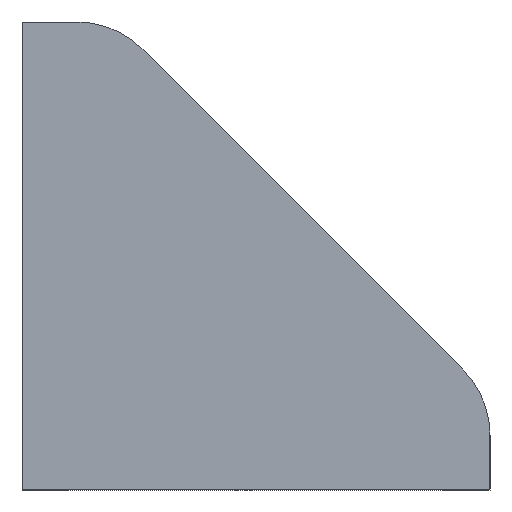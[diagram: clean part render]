
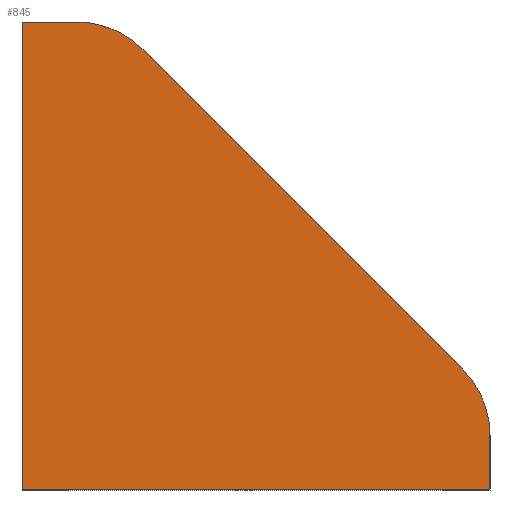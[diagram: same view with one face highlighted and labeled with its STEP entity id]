
A CAD part, front view. The second image highlights one B-rep face of the part: STEP entity #845.
In plain terms, the highlighted planar face has unit normal (0, -1, 0).
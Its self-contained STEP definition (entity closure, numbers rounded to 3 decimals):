
#685=CARTESIAN_POINT('',(40.,-40.,4.686));
#686=VERTEX_POINT('',#685);
#693=CARTESIAN_POINT('',(40.,-40.,0.));
#694=VERTEX_POINT('',#693);
#695=CARTESIAN_POINT('',(40.,-40.,4.686));
#696=DIRECTION('',(0.0,0.0,-1.0));
#697=VECTOR('',#696,4.686);
#698=LINE('',#695,#697);
#699=EDGE_CURVE('',#686,#694,#698,.T.);
#715=CARTESIAN_POINT('',(0.,-40.0,40.));
#716=VERTEX_POINT('',#715);
#717=CARTESIAN_POINT('',(4.686,-40.0,40.));
#718=VERTEX_POINT('',#717);
#719=CARTESIAN_POINT('',(0.,-40.0,40.));
#720=DIRECTION('',(1.0,0.0,0.0));
#721=VECTOR('',#720,4.686);
#722=LINE('',#719,#721);
#723=EDGE_CURVE('',#716,#718,#722,.T.);
#798=CARTESIAN_POINT('',(42.,-40.,-2.));
#799=DIRECTION('',(0.0,1.0,0.0));
#800=DIRECTION('',(-1.0,0.0,0.0));
#801=AXIS2_PLACEMENT_3D('',#798,#799,#800);
#802=PLANE('',#801);
#803=CARTESIAN_POINT('',(10.343,-40.0,37.657));
#804=VERTEX_POINT('',#803);
#805=CARTESIAN_POINT('',(37.657,-40.,10.343));
#806=VERTEX_POINT('',#805);
#807=CARTESIAN_POINT('',(10.343,-40.0,37.657));
#808=DIRECTION('',(0.707,0.,-0.707));
#809=VECTOR('',#808,38.627);
#810=LINE('',#807,#809);
#811=EDGE_CURVE('',#804,#806,#810,.T.);
#812=ORIENTED_EDGE('',*,*,#811,.F.);
#813=CARTESIAN_POINT('',(4.686,-40.0,32.));
#814=DIRECTION('',(0.,-1.0,0.));
#815=DIRECTION('',(-1.0,0.,0.));
#816=AXIS2_PLACEMENT_3D('',#813,#814,#815);
#817=CIRCLE('',#816,8.0);
#818=EDGE_CURVE('',#804,#718,#817,.T.);
#819=ORIENTED_EDGE('',*,*,#818,.T.);
#820=ORIENTED_EDGE('',*,*,#723,.F.);
#821=CARTESIAN_POINT('',(0.,-40.0,0.));
#822=VERTEX_POINT('',#821);
#823=CARTESIAN_POINT('',(0.,-40.0,0.));
#824=DIRECTION('',(0.0,0.0,1.0));
#825=VECTOR('',#824,40.);
#826=LINE('',#823,#825);
#827=EDGE_CURVE('',#822,#716,#826,.T.);
#828=ORIENTED_EDGE('',*,*,#827,.F.);
#829=CARTESIAN_POINT('',(40.,-40.,0.));
#830=DIRECTION('',(-1.0,0.0,0.0));
#831=VECTOR('',#830,40.);
#832=LINE('',#829,#831);
#833=EDGE_CURVE('',#694,#822,#832,.T.);
#834=ORIENTED_EDGE('',*,*,#833,.F.);
#835=ORIENTED_EDGE('',*,*,#699,.F.);
#836=CARTESIAN_POINT('',(32.,-40.,4.686));
#837=DIRECTION('',(0.,-1.0,0.));
#838=DIRECTION('',(-1.0,0.,0.));
#839=AXIS2_PLACEMENT_3D('',#836,#837,#838);
#840=CIRCLE('',#839,8.0);
#841=EDGE_CURVE('',#686,#806,#840,.T.);
#842=ORIENTED_EDGE('',*,*,#841,.T.);
#843=EDGE_LOOP('',(#812,#819,#820,#828,#834,#835,#842));
#844=FACE_OUTER_BOUND('',#843,.T.);
#845=ADVANCED_FACE('',(#844),#802,.F.);
